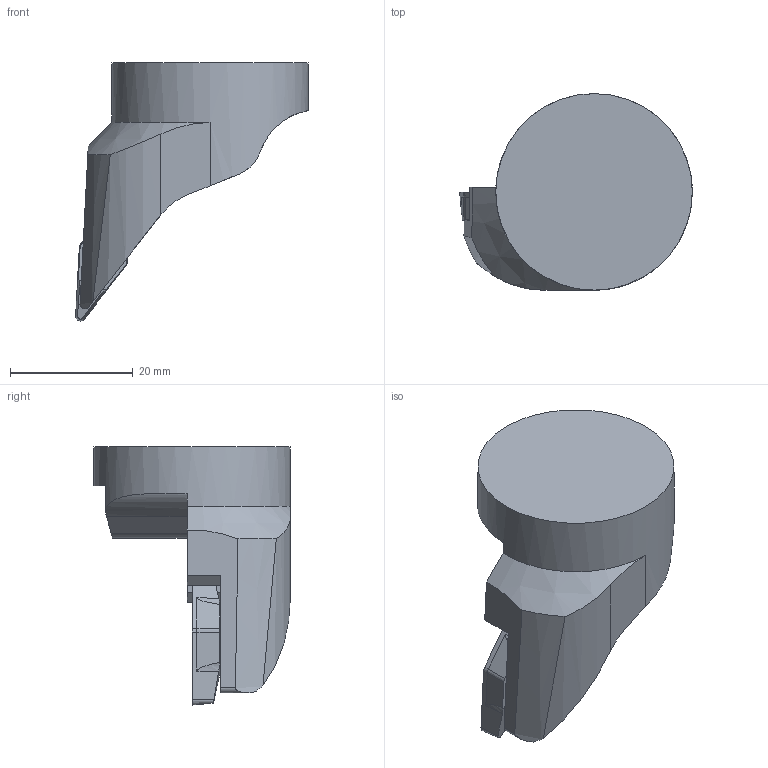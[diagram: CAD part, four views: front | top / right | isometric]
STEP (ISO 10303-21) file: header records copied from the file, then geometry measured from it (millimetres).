
FILE_DESCRIPTION(/* description */ (''),/* implementation_level */ '2;1');
FILE_NAME(/* name */ '1642505155272.stp',/* time_stamp */ '2022-01-18T16:56:13+05:00',/* author */ (''),/* organization */ ('SMS'),/* preprocessor_version */ 'ST-DEVELOPER v16.7',/* originating_system */ 'SIEMENS PLM Software NX 12.0',/* authorisation */ '');
FILE_SCHEMA (('AUTOMOTIVE_DESIGN { 1 0 10303 214 3 1 1 1 }'));
Length unit declared in the file: millimetre
Products named in the file (4): ASSEMBLY_CONSTRUCTION; 203930572mod000_00; 201572969mod000_02; 201572970mod000_02
Assembly tree (3 placements, depth 2):
  201572970mod000_02
    201572969mod000_02
    203930572mod000_00
    ASSEMBLY_CONSTRUCTION
Bounding box: 37.87 x 32 x 42 mm (x, y, z)
Volume: 14483 mm3; surface area: 4583.3 mm2
Topology: 2 solids, 2 shells, 60 faces, 160 edges, 112 vertices
Faces by surface type: plane 30, cylinder 13, cone 10, extrusion 4, torus 2, sphere 1
Full cylindrical faces by diameter (mm): 3 x1, 3.4 x1, 4.4 x1, 32 x1
Entity records: 2071 total; most frequent: CARTESIAN_POINT 440, DIRECTION 325, ORIENTED_EDGE 290, EDGE_CURVE 145, AXIS2_PLACEMENT_3D 121, VERTEX_POINT 99, VECTOR 83, LINE 79
